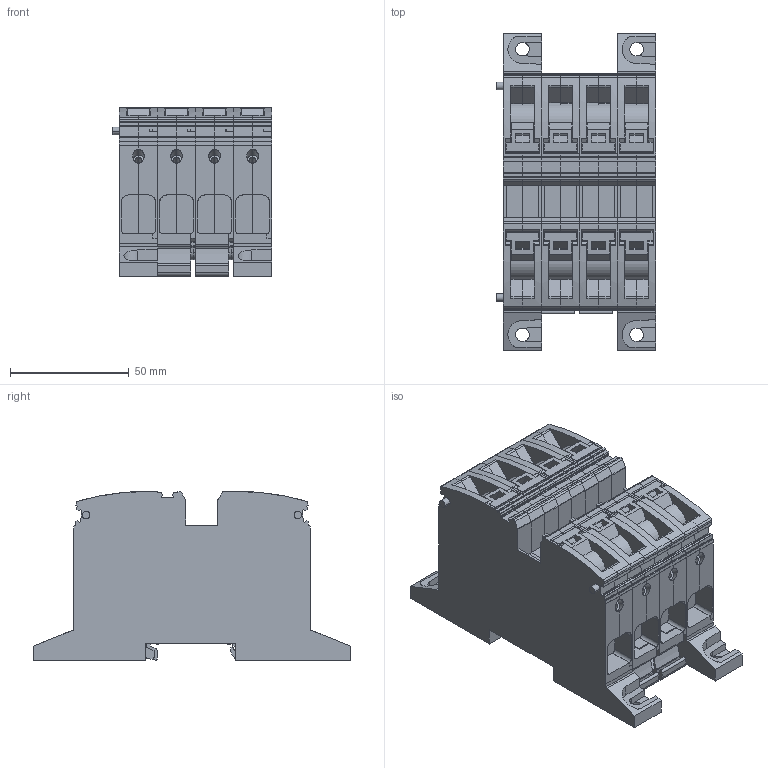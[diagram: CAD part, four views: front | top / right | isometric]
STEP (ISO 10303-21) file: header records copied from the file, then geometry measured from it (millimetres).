
FILE_DESCRIPTION(('CATIA V5R20 STEP214','CAx-IF Rec.Pracs.--- Model Styling and Organization---1.4--- 2014-01-23'),'2;1');
FILE_NAME ('311639-2_2', '2019-02-11T07:07:27+00:00', ('Weidmueller Interface'), ('Weidmueller'), 'CATIA Version 5-6 Release 2016 SP3 HF44', 'CATIA V5 STEP AP214', 'none');
FILE_SCHEMA(('AUTOMOTIVE_DESIGN { 1 0 10303 214 1 1 1 1 }'));
Products named in the file (1): 2552180000
Bounding box: 67 x 133.44 x 71.05 mm (x, y, z)
Volume: 372690.5 mm3; surface area: 146866.5 mm2
Topology: 16 solids, 24 shells, 2316 faces, 6986 edges, 4746 vertices
Faces by surface type: plane 1624, cylinder 650, cone 22, extrusion 20
Entity records: 77855 total; most frequent: CARTESIAN_POINT 16823, ORIENTED_EDGE 13972, DIRECTION 10570, EDGE_CURVE 6986, VECTOR 5370, LINE 5350, VERTEX_POINT 4746, AXIS2_PLACEMENT_3D 3243
